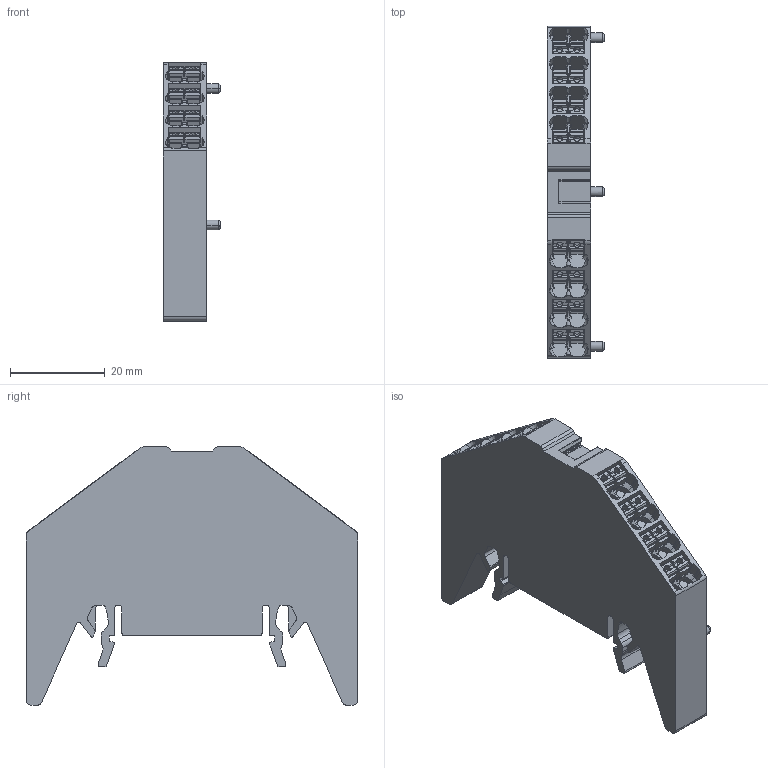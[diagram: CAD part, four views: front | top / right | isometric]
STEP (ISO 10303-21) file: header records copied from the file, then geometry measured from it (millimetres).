
FILE_DESCRIPTION(('CATIA V5 STEP Exchange','CAx-IF Rec.Pracs.--- Model Styling and Organization---1.4--- 2014-01-23'),'2;1');
FILE_NAME ('D1449686_1', '2021-01-18T07:05:38+00:00', ('none'), ('Weidmueller'), 'CATIA Version 5-6 Release 2016 SP3 HF44', 'CATIA V5 STEP AP214', 'none');
FILE_SCHEMA(('AUTOMOTIVE_DESIGN { 1 0 10303 214 1 1 1 1 }'));
Products named in the file (1): 1173880000
Bounding box: 12.2 x 70 x 54.48 mm (x, y, z)
Volume: 21659.4 mm3; surface area: 11070.6 mm2
Topology: 17 solids, 21 shells, 1985 faces, 5518 edges, 3598 vertices
Faces by surface type: plane 872, cylinder 437, bspline 296, cone 201, torus 144, sphere 32, extrusion 3
Entity records: 79328 total; most frequent: CARTESIAN_POINT 32235, ORIENTED_EDGE 11036, DIRECTION 6519, EDGE_CURVE 5518, VERTEX_POINT 3598, VECTOR 2656, LINE 2653, AXIS2_PLACEMENT_3D 2353
